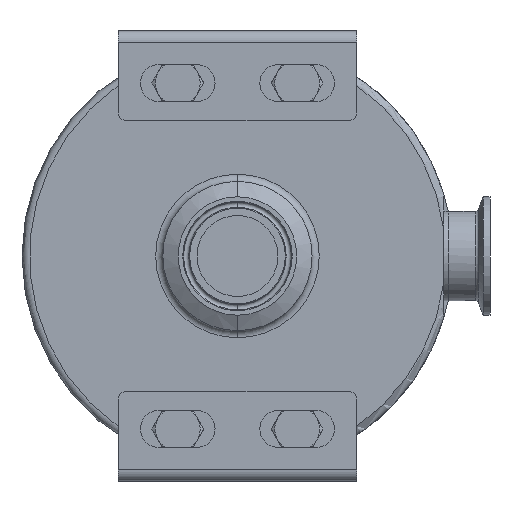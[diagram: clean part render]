
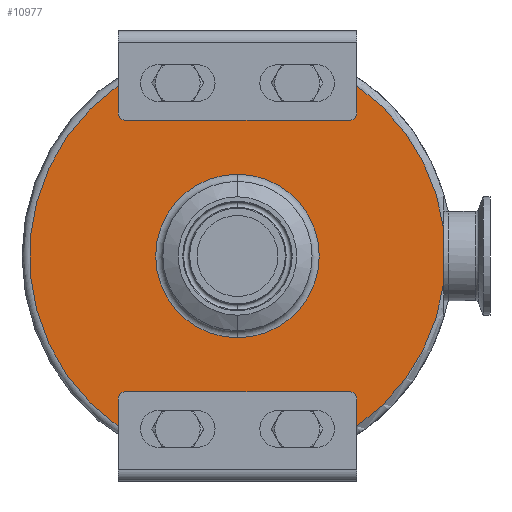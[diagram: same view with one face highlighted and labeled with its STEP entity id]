
A CAD part, front view. The second image highlights one B-rep face of the part: STEP entity #10977.
In plain terms, the highlighted planar face has unit normal (0, -1, 0).
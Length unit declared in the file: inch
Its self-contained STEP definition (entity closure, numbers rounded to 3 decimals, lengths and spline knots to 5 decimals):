
#125 = EDGE_CURVE ( 'NONE', #646, #12451, #602, .T. ) ;
#221 = EDGE_CURVE ( 'NONE', #7810, #2077, #6646, .T. ) ;
#272 = EDGE_CURVE ( 'NONE', #9985, #9316, #9749, .T. ) ;
#278 = EDGE_CURVE ( 'NONE', #12527, #2674, #2325, .T. ) ;
#353 = ORIENTED_EDGE ( 'NONE', *, *, #3769, .T. ) ;
#420 = AXIS2_PLACEMENT_3D ( 'NONE', #7170, #5192, #12158 ) ;
#422 = AXIS2_PLACEMENT_3D ( 'NONE', #6255, #5502, #11342 ) ;
#449 = LINE ( 'NONE', #1806, #7268 ) ;
#602 = CIRCLE ( 'NONE', #2521, 1.37 ) ;
#646 = VERTEX_POINT ( 'NONE', #8024 ) ;
#754 = DIRECTION ( 'NONE',  ( 0., 0., -1. ) ) ;
#823 = ORIENTED_EDGE ( 'NONE', *, *, #4347, .F. ) ;
#1036 = CARTESIAN_POINT ( 'NONE',  ( 1.25, -1.39, 0. ) ) ;
#1112 = CIRCLE ( 'NONE', #12084, 0.125 ) ;
#1604 = ORIENTED_EDGE ( 'NONE', *, *, #8160, .F. ) ;
#1787 = ORIENTED_EDGE ( 'NONE', *, *, #6012, .T. ) ;
#1806 = CARTESIAN_POINT ( 'NONE',  ( 2., -1.39, -2.27201 ) ) ;
#1845 = VECTOR ( 'NONE', #11863, 39.37008 ) ;
#1907 = VECTOR ( 'NONE', #7908, 39.37008 ) ;
#1943 = CARTESIAN_POINT ( 'NONE',  ( 2., -1.39, -2.85398 ) ) ;
#1957 = CARTESIAN_POINT ( 'NONE',  ( 2., -1.39, 3.5845 ) ) ;
#1972 = ORIENTED_EDGE ( 'NONE', *, *, #278, .T. ) ;
#2043 = DIRECTION ( 'NONE',  ( 0., 0., -1. ) ) ;
#2069 = EDGE_CURVE ( 'NONE', #9642, #3469, #2758, .T. ) ;
#2077 = VERTEX_POINT ( 'NONE', #12125 ) ;
#2325 = LINE ( 'NONE', #1957, #1845 ) ;
#2351 = EDGE_CURVE ( 'NONE', #9642, #6238, #4309, .T. ) ;
#2521 = AXIS2_PLACEMENT_3D ( 'NONE', #6633, #10674, #754 ) ;
#2600 = EDGE_CURVE ( 'NONE', #12550, #12527, #9552, .T. ) ;
#2611 = CARTESIAN_POINT ( 'NONE',  ( -2., -1.39, 2.397 ) ) ;
#2674 = VERTEX_POINT ( 'NONE', #8214 ) ;
#2758 = CIRCLE ( 'NONE', #3168, 0.125 ) ;
#2815 = DIRECTION ( 'NONE',  ( 1., 0., 0. ) ) ;
#2951 = DIRECTION ( 'NONE',  ( 0., 0., -1. ) ) ;
#3076 = CARTESIAN_POINT ( 'NONE',  ( -2., -1.39, -2.39701 ) ) ;
#3138 = CARTESIAN_POINT ( 'NONE',  ( 3.454, -1.39, 0.4638 ) ) ;
#3168 = AXIS2_PLACEMENT_3D ( 'NONE', #9262, #11338, #4370 ) ;
#3466 = VECTOR ( 'NONE', #2951, 39.37008 ) ;
#3469 = VERTEX_POINT ( 'NONE', #2611 ) ;
#3482 = VERTEX_POINT ( 'NONE', #4675 ) ;
#3544 = DIRECTION ( 'NONE',  ( 0., 0., -1. ) ) ;
#3769 = EDGE_CURVE ( 'NONE', #9931, #11294, #11302, .T. ) ;
#3997 = DIRECTION ( 'NONE',  ( 0., -1., 0. ) ) ;
#4017 = DIRECTION ( 'NONE',  ( 0., 1., 0. ) ) ;
#4210 = AXIS2_PLACEMENT_3D ( 'NONE', #1036, #5107, #8994 ) ;
#4252 = ORIENTED_EDGE ( 'NONE', *, *, #5482, .T. ) ;
#4309 = LINE ( 'NONE', #10694, #8941 ) ;
#4347 = EDGE_CURVE ( 'NONE', #9985, #11294, #449, .T. ) ;
#4370 = DIRECTION ( 'NONE',  ( 0., 0., 1. ) ) ;
#4404 = AXIS2_PLACEMENT_3D ( 'NONE', #4951, #12092, #11096 ) ;
#4466 = CARTESIAN_POINT ( 'NONE',  ( -1.875, -1.39, -2.27201 ) ) ;
#4537 = VECTOR ( 'NONE', #3544, 39.37008 ) ;
#4546 = ORIENTED_EDGE ( 'NONE', *, *, #2600, .T. ) ;
#4671 = DIRECTION ( 'NONE',  ( -1., 0., 0. ) ) ;
#4675 = CARTESIAN_POINT ( 'NONE',  ( -2., -1.39, 2.85398 ) ) ;
#4736 = CIRCLE ( 'NONE', #422, 1.37 ) ;
#4814 = ORIENTED_EDGE ( 'NONE', *, *, #125, .T. ) ;
#4948 = CARTESIAN_POINT ( 'NONE',  ( 0., -1.39, -1.37 ) ) ;
#4951 = CARTESIAN_POINT ( 'NONE',  ( 0., -1.39, 0. ) ) ;
#4971 = CARTESIAN_POINT ( 'NONE',  ( 3.454, -1.39, 0. ) ) ;
#5107 = DIRECTION ( 'NONE',  ( 0., -1., 0. ) ) ;
#5192 = DIRECTION ( 'NONE',  ( 0., -1., 0. ) ) ;
#5193 = CARTESIAN_POINT ( 'NONE',  ( -2., -1.39, 3.5845 ) ) ;
#5242 = ORIENTED_EDGE ( 'NONE', *, *, #2069, .T. ) ;
#5302 = ORIENTED_EDGE ( 'NONE', *, *, #9854, .T. ) ;
#5379 = CIRCLE ( 'NONE', #4404, 3.485 ) ;
#5482 = EDGE_CURVE ( 'NONE', #3482, #9592, #5379, .T. ) ;
#5502 = DIRECTION ( 'NONE',  ( 0., 1., 0. ) ) ;
#5529 = CARTESIAN_POINT ( 'NONE',  ( -2., -1.39, -2.85398 ) ) ;
#5956 = CARTESIAN_POINT ( 'NONE',  ( 1.875, -1.39, -2.39701 ) ) ;
#5998 = CARTESIAN_POINT ( 'NONE',  ( 0., -1.39, 0. ) ) ;
#6012 = EDGE_CURVE ( 'NONE', #12451, #646, #4736, .T. ) ;
#6074 = CARTESIAN_POINT ( 'NONE',  ( 2., -1.39, 2.85398 ) ) ;
#6238 = VERTEX_POINT ( 'NONE', #11110 ) ;
#6255 = CARTESIAN_POINT ( 'NONE',  ( 0., -1.39, 0. ) ) ;
#6479 = CARTESIAN_POINT ( 'NONE',  ( -1.875, -1.39, -2.39701 ) ) ;
#6561 = DIRECTION ( 'NONE',  ( 0., 1., 0. ) ) ;
#6633 = CARTESIAN_POINT ( 'NONE',  ( 0., -1.39, 0. ) ) ;
#6646 = CIRCLE ( 'NONE', #10065, 3.485 ) ;
#6829 = ORIENTED_EDGE ( 'NONE', *, *, #272, .T. ) ;
#6868 = DIRECTION ( 'NONE',  ( 0., 0., -1. ) ) ;
#6945 = ORIENTED_EDGE ( 'NONE', *, *, #7210, .T. ) ;
#6982 = DIRECTION ( 'NONE',  ( 0., 0., -1. ) ) ;
#7170 = CARTESIAN_POINT ( 'NONE',  ( 0., -1.39, 0. ) ) ;
#7210 = EDGE_CURVE ( 'NONE', #9592, #9931, #7353, .T. ) ;
#7268 = VECTOR ( 'NONE', #4671, 39.37008 ) ;
#7353 = LINE ( 'NONE', #8035, #10436 ) ;
#7475 = EDGE_LOOP ( 'NONE', ( #1787, #4814 ) ) ;
#7527 = CARTESIAN_POINT ( 'NONE',  ( -1.875, -1.39, 2.272 ) ) ;
#7596 = FACE_BOUND ( 'NONE', #7475, .T. ) ;
#7810 = VERTEX_POINT ( 'NONE', #1943 ) ;
#7849 = ORIENTED_EDGE ( 'NONE', *, *, #221, .T. ) ;
#7908 = DIRECTION ( 'NONE',  ( 0., 0., 1. ) ) ;
#7994 = EDGE_CURVE ( 'NONE', #12550, #2077, #12133, .T. ) ;
#8024 = CARTESIAN_POINT ( 'NONE',  ( 0., -1.39, 1.37 ) ) ;
#8035 = CARTESIAN_POINT ( 'NONE',  ( -2., -1.39, -3.58451 ) ) ;
#8036 = DIRECTION ( 'NONE',  ( 0., 0., 1. ) ) ;
#8160 = EDGE_CURVE ( 'NONE', #3482, #3469, #9955, .T. ) ;
#8214 = CARTESIAN_POINT ( 'NONE',  ( 2., -1.39, 2.397 ) ) ;
#8940 = DIRECTION ( 'NONE',  ( 0., 0., 1. ) ) ;
#8941 = VECTOR ( 'NONE', #2815, 39.37008 ) ;
#8982 = EDGE_CURVE ( 'NONE', #7810, #9316, #12587, .T. ) ;
#8994 = DIRECTION ( 'NONE',  ( 0., 0., -1. ) ) ;
#9194 = ORIENTED_EDGE ( 'NONE', *, *, #7994, .F. ) ;
#9262 = CARTESIAN_POINT ( 'NONE',  ( -1.875, -1.39, 2.397 ) ) ;
#9316 = VERTEX_POINT ( 'NONE', #11358 ) ;
#9552 = CIRCLE ( 'NONE', #420, 3.485 ) ;
#9592 = VERTEX_POINT ( 'NONE', #5529 ) ;
#9642 = VERTEX_POINT ( 'NONE', #7527 ) ;
#9749 = CIRCLE ( 'NONE', #12474, 0.125 ) ;
#9841 = ORIENTED_EDGE ( 'NONE', *, *, #2351, .F. ) ;
#9854 = EDGE_CURVE ( 'NONE', #2674, #6238, #1112, .T. ) ;
#9931 = VERTEX_POINT ( 'NONE', #3076 ) ;
#9955 = LINE ( 'NONE', #5193, #4537 ) ;
#9985 = VERTEX_POINT ( 'NONE', #11279 ) ;
#10065 = AXIS2_PLACEMENT_3D ( 'NONE', #5998, #3997, #2043 ) ;
#10069 = CARTESIAN_POINT ( 'NONE',  ( 1.875, -1.39, 2.397 ) ) ;
#10436 = VECTOR ( 'NONE', #8940, 39.37008 ) ;
#10584 = EDGE_LOOP ( 'NONE', ( #1972, #5302, #9841, #5242, #1604, #4252, #6945, #353, #823, #6829, #10767, #7849, #9194, #4546 ) ) ;
#10674 = DIRECTION ( 'NONE',  ( 0., 1., 0. ) ) ;
#10694 = CARTESIAN_POINT ( 'NONE',  ( -2., -1.39, 2.272 ) ) ;
#10767 = ORIENTED_EDGE ( 'NONE', *, *, #8982, .F. ) ;
#10977 = ADVANCED_FACE ( 'NONE', ( #11159, #7596 ), #11987, .T. ) ;
#11096 = DIRECTION ( 'NONE',  ( 0., 0., -1. ) ) ;
#11110 = CARTESIAN_POINT ( 'NONE',  ( 1.875, -1.39, 2.272 ) ) ;
#11159 = FACE_OUTER_BOUND ( 'NONE', #10584, .T. ) ;
#11279 = CARTESIAN_POINT ( 'NONE',  ( 1.875, -1.39, -2.27201 ) ) ;
#11294 = VERTEX_POINT ( 'NONE', #4466 ) ;
#11302 = CIRCLE ( 'NONE', #12555, 0.125 ) ;
#11338 = DIRECTION ( 'NONE',  ( 0., 1., 0. ) ) ;
#11342 = DIRECTION ( 'NONE',  ( 0., 0., -1. ) ) ;
#11358 = CARTESIAN_POINT ( 'NONE',  ( 2., -1.39, -2.39701 ) ) ;
#11839 = CARTESIAN_POINT ( 'NONE',  ( 2., -1.39, -3.58451 ) ) ;
#11863 = DIRECTION ( 'NONE',  ( 0., 0., -1. ) ) ;
#11912 = DIRECTION ( 'NONE',  ( 0., 1., 0. ) ) ;
#11987 = PLANE ( 'NONE',  #4210 ) ;
#12084 = AXIS2_PLACEMENT_3D ( 'NONE', #10069, #4017, #8036 ) ;
#12092 = DIRECTION ( 'NONE',  ( 0., -1., 0. ) ) ;
#12125 = CARTESIAN_POINT ( 'NONE',  ( 3.454, -1.39, -0.4638 ) ) ;
#12133 = LINE ( 'NONE', #4971, #3466 ) ;
#12158 = DIRECTION ( 'NONE',  ( 0., 0., -1. ) ) ;
#12451 = VERTEX_POINT ( 'NONE', #4948 ) ;
#12474 = AXIS2_PLACEMENT_3D ( 'NONE', #5956, #11912, #6982 ) ;
#12527 = VERTEX_POINT ( 'NONE', #6074 ) ;
#12550 = VERTEX_POINT ( 'NONE', #3138 ) ;
#12555 = AXIS2_PLACEMENT_3D ( 'NONE', #6479, #6561, #6868 ) ;
#12587 = LINE ( 'NONE', #11839, #1907 ) ;
